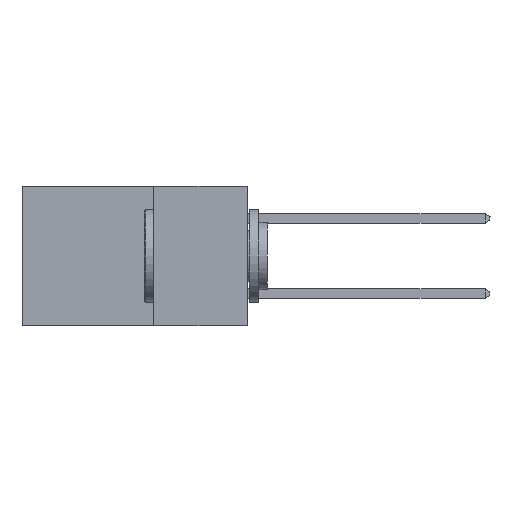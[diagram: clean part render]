
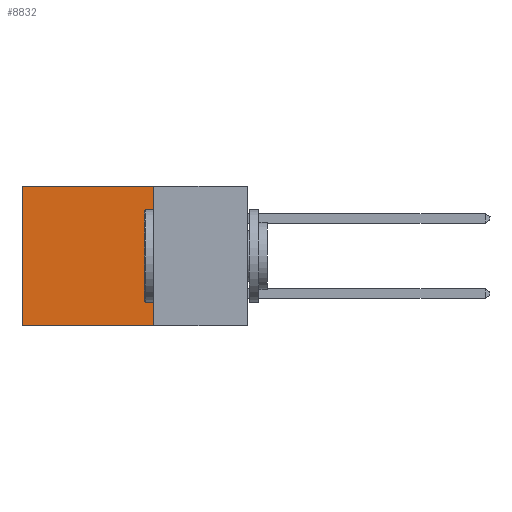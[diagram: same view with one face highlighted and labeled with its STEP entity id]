
A CAD part, left-side view. The second image highlights one B-rep face of the part: STEP entity #8832.
In plain terms, the highlighted planar face has unit normal (-1, 0, 0).
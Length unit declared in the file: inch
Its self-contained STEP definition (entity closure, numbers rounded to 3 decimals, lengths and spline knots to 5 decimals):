
#286 = DIRECTION ( 'NONE',  ( 0., 0., -1. ) ) ;
#465 = LINE ( 'NONE', #12580, #23206 ) ;
#1020 = CARTESIAN_POINT ( 'NONE',  ( 0.298, 0.25, 0. ) ) ;
#1359 = CARTESIAN_POINT ( 'NONE',  ( 0.298, 0.25, 0. ) ) ;
#1684 = DIRECTION ( 'NONE',  ( 0., 0., -1. ) ) ;
#2670 = CARTESIAN_POINT ( 'NONE',  ( 0.298, 0.6, 0. ) ) ;
#2951 = LINE ( 'NONE', #3246, #19076 ) ;
#2994 = ORIENTED_EDGE ( 'NONE', *, *, #5840, .T. ) ;
#3246 = CARTESIAN_POINT ( 'NONE',  ( 0.298, 0.25, 0. ) ) ;
#3370 = CARTESIAN_POINT ( 'NONE',  ( 0.298, 0.25, 0. ) ) ;
#4818 = CARTESIAN_POINT ( 'NONE',  ( 0.298, 0.25, -0.37 ) ) ;
#5840 = EDGE_CURVE ( 'NONE', #17761, #18045, #6434, .T. ) ;
#6434 = LINE ( 'NONE', #14375, #16224 ) ;
#7344 = ORIENTED_EDGE ( 'NONE', *, *, #14500, .F. ) ;
#8030 = ORIENTED_EDGE ( 'NONE', *, *, #20643, .T. ) ;
#8832 = ADVANCED_FACE ( 'NONE', ( #14197 ), #21551, .F. ) ;
#9286 = DIRECTION ( 'NONE',  ( 0., 0., -1. ) ) ;
#9780 = VECTOR ( 'NONE', #20757, 39.37008 ) ;
#10182 = VERTEX_POINT ( 'NONE', #3370 ) ;
#12580 = CARTESIAN_POINT ( 'NONE',  ( 0.298, 0.25, -0.37 ) ) ;
#14197 = FACE_OUTER_BOUND ( 'NONE', #25118, .T. ) ;
#14350 = CARTESIAN_POINT ( 'NONE',  ( 0.298, 0.6, -0.37 ) ) ;
#14375 = CARTESIAN_POINT ( 'NONE',  ( 0.298, 0.6, 0. ) ) ;
#14500 = EDGE_CURVE ( 'NONE', #20774, #18045, #465, .T. ) ;
#15177 = LINE ( 'NONE', #1020, #9780 ) ;
#15646 = EDGE_CURVE ( 'NONE', #10182, #20774, #2951, .T. ) ;
#16224 = VECTOR ( 'NONE', #286, 39.37008 ) ;
#16586 = DIRECTION ( 'NONE',  ( 0., 1., 0. ) ) ;
#17761 = VERTEX_POINT ( 'NONE', #2670 ) ;
#18045 = VERTEX_POINT ( 'NONE', #14350 ) ;
#19076 = VECTOR ( 'NONE', #9286, 39.37008 ) ;
#19878 = DIRECTION ( 'NONE',  ( 1., 0., 0. ) ) ;
#20643 = EDGE_CURVE ( 'NONE', #10182, #17761, #15177, .T. ) ;
#20757 = DIRECTION ( 'NONE',  ( 0., 1., 0. ) ) ;
#20774 = VERTEX_POINT ( 'NONE', #4818 ) ;
#21551 = PLANE ( 'NONE',  #23191 ) ;
#21943 = ORIENTED_EDGE ( 'NONE', *, *, #15646, .F. ) ;
#23191 = AXIS2_PLACEMENT_3D ( 'NONE', #1359, #19878, #1684 ) ;
#23206 = VECTOR ( 'NONE', #16586, 39.37008 ) ;
#25118 = EDGE_LOOP ( 'NONE', ( #2994, #7344, #21943, #8030 ) ) ;
